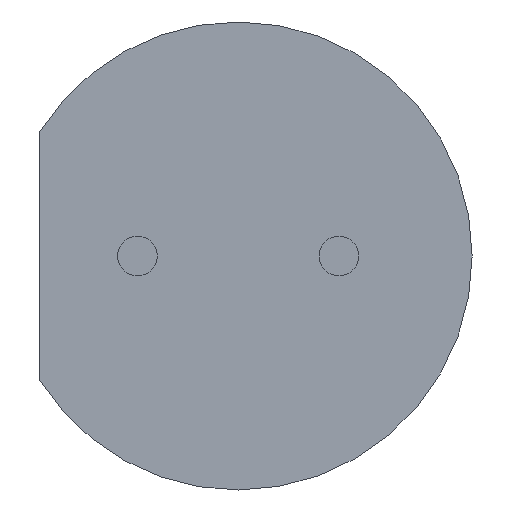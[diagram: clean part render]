
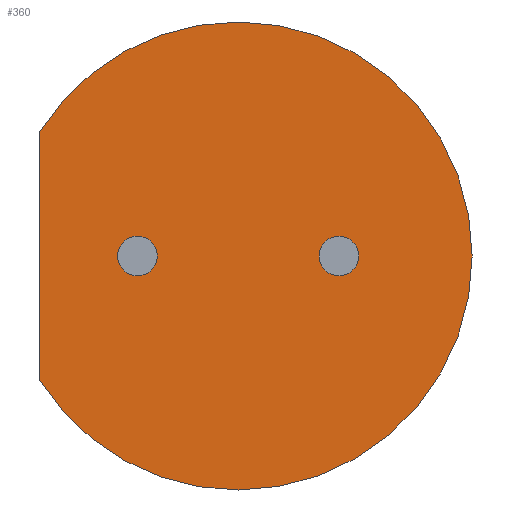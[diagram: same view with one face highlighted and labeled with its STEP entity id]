
A CAD part, front view. The second image highlights one B-rep face of the part: STEP entity #360.
In plain terms, the highlighted planar face has unit normal (0, -1, 0).
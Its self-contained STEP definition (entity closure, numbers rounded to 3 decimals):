
#5 = CARTESIAN_POINT ( 'NONE',  ( -1.27, 0., -0.25 ) ) ;
#9 = CARTESIAN_POINT ( 'NONE',  ( 0., 0., 0. ) ) ;
#10 = CARTESIAN_POINT ( 'NONE',  ( 1.27, 0., 0. ) ) ;
#12 = DIRECTION ( 'NONE',  ( 0., 0., 1. ) ) ;
#15 = DIRECTION ( 'NONE',  ( 0., -1., 0. ) ) ;
#19 = ORIENTED_EDGE ( 'NONE', *, *, #82, .F. ) ;
#24 = EDGE_CURVE ( 'NONE', #64, #159, #424, .T. ) ;
#26 = DIRECTION ( 'NONE',  ( 0., 0., 1. ) ) ;
#46 = CIRCLE ( 'NONE', #192, 0.25 ) ;
#47 = DIRECTION ( 'NONE',  ( 0., -1., 0. ) ) ;
#49 = ORIENTED_EDGE ( 'NONE', *, *, #476, .T. ) ;
#51 = DIRECTION ( 'NONE',  ( 0., -1., 0. ) ) ;
#64 = VERTEX_POINT ( 'NONE', #5 ) ;
#68 = AXIS2_PLACEMENT_3D ( 'NONE', #180, #99, #26 ) ;
#69 = CARTESIAN_POINT ( 'NONE',  ( 1.27, 0., 0.25 ) ) ;
#76 = VERTEX_POINT ( 'NONE', #233 ) ;
#77 = DIRECTION ( 'NONE',  ( 0., 0., 1. ) ) ;
#82 = EDGE_CURVE ( 'NONE', #382, #394, #126, .T. ) ;
#83 = ORIENTED_EDGE ( 'NONE', *, *, #150, .F. ) ;
#98 = VECTOR ( 'NONE', #339, 1000. ) ;
#99 = DIRECTION ( 'NONE',  ( 0., 1., 0. ) ) ;
#103 = EDGE_CURVE ( 'NONE', #159, #64, #46, .T. ) ;
#107 = ORIENTED_EDGE ( 'NONE', *, *, #103, .F. ) ;
#118 = CIRCLE ( 'NONE', #132, 2.95 ) ;
#119 = AXIS2_PLACEMENT_3D ( 'NONE', #401, #289, #136 ) ;
#126 = CIRCLE ( 'NONE', #201, 0.25 ) ;
#130 = DIRECTION ( 'NONE',  ( 0., 0., 1. ) ) ;
#132 = AXIS2_PLACEMENT_3D ( 'NONE', #350, #195, #463 ) ;
#135 = EDGE_CURVE ( 'NONE', #367, #422, #118, .T. ) ;
#136 = DIRECTION ( 'NONE',  ( 0., 0., 1. ) ) ;
#140 = CIRCLE ( 'NONE', #166, 2.95 ) ;
#143 = PLANE ( 'NONE',  #68 ) ;
#150 = EDGE_CURVE ( 'NONE', #394, #382, #388, .T. ) ;
#153 = AXIS2_PLACEMENT_3D ( 'NONE', #234, #15, #354 ) ;
#155 = EDGE_CURVE ( 'NONE', #243, #367, #140, .T. ) ;
#159 = VERTEX_POINT ( 'NONE', #229 ) ;
#166 = AXIS2_PLACEMENT_3D ( 'NONE', #9, #230, #12 ) ;
#180 = CARTESIAN_POINT ( 'NONE',  ( 0., 0., 0. ) ) ;
#192 = AXIS2_PLACEMENT_3D ( 'NONE', #318, #51, #130 ) ;
#195 = DIRECTION ( 'NONE',  ( 0., 1., 0. ) ) ;
#201 = AXIS2_PLACEMENT_3D ( 'NONE', #10, #47, #272 ) ;
#205 = ORIENTED_EDGE ( 'NONE', *, *, #240, .F. ) ;
#229 = CARTESIAN_POINT ( 'NONE',  ( -1.27, 0., 0.25 ) ) ;
#230 = DIRECTION ( 'NONE',  ( 0., 1., 0. ) ) ;
#233 = CARTESIAN_POINT ( 'NONE',  ( -2.5, 0., 1.566 ) ) ;
#234 = CARTESIAN_POINT ( 'NONE',  ( 1.27, 0., 0. ) ) ;
#240 = EDGE_CURVE ( 'NONE', #76, #243, #461, .T. ) ;
#243 = VERTEX_POINT ( 'NONE', #440 ) ;
#263 = DIRECTION ( 'NONE',  ( 0., -1., 0. ) ) ;
#272 = DIRECTION ( 'NONE',  ( 0., 0., 1. ) ) ;
#274 = ORIENTED_EDGE ( 'NONE', *, *, #24, .F. ) ;
#289 = DIRECTION ( 'NONE',  ( 0., 1., 0. ) ) ;
#293 = FACE_OUTER_BOUND ( 'NONE', #342, .T. ) ;
#301 = AXIS2_PLACEMENT_3D ( 'NONE', #307, #263, #77 ) ;
#307 = CARTESIAN_POINT ( 'NONE',  ( -1.27, 0., 0. ) ) ;
#318 = CARTESIAN_POINT ( 'NONE',  ( -1.27, 0., 0. ) ) ;
#327 = CARTESIAN_POINT ( 'NONE',  ( 0., 0., -2.95 ) ) ;
#330 = LINE ( 'NONE', #418, #98 ) ;
#339 = DIRECTION ( 'NONE',  ( 0., 0., -1. ) ) ;
#341 = CARTESIAN_POINT ( 'NONE',  ( -2.5, 0., -1.566 ) ) ;
#342 = EDGE_LOOP ( 'NONE', ( #205, #49, #372, #392 ) ) ;
#345 = EDGE_LOOP ( 'NONE', ( #107, #274 ) ) ;
#350 = CARTESIAN_POINT ( 'NONE',  ( 0., 0., 0. ) ) ;
#352 = EDGE_LOOP ( 'NONE', ( #83, #19 ) ) ;
#354 = DIRECTION ( 'NONE',  ( 0., 0., 1. ) ) ;
#360 = ADVANCED_FACE ( 'NONE', ( #438, #467, #293 ), #143, .F. ) ;
#367 = VERTEX_POINT ( 'NONE', #327 ) ;
#372 = ORIENTED_EDGE ( 'NONE', *, *, #135, .F. ) ;
#382 = VERTEX_POINT ( 'NONE', #482 ) ;
#388 = CIRCLE ( 'NONE', #153, 0.25 ) ;
#392 = ORIENTED_EDGE ( 'NONE', *, *, #155, .F. ) ;
#394 = VERTEX_POINT ( 'NONE', #69 ) ;
#401 = CARTESIAN_POINT ( 'NONE',  ( 0., 0., 0. ) ) ;
#418 = CARTESIAN_POINT ( 'NONE',  ( -2.5, 0., 0. ) ) ;
#422 = VERTEX_POINT ( 'NONE', #341 ) ;
#424 = CIRCLE ( 'NONE', #301, 0.25 ) ;
#438 = FACE_BOUND ( 'NONE', #352, .T. ) ;
#440 = CARTESIAN_POINT ( 'NONE',  ( 0., 0., 2.95 ) ) ;
#461 = CIRCLE ( 'NONE', #119, 2.95 ) ;
#463 = DIRECTION ( 'NONE',  ( 0., 0., 1. ) ) ;
#467 = FACE_BOUND ( 'NONE', #345, .T. ) ;
#476 = EDGE_CURVE ( 'NONE', #76, #422, #330, .T. ) ;
#482 = CARTESIAN_POINT ( 'NONE',  ( 1.27, 0., -0.25 ) ) ;
